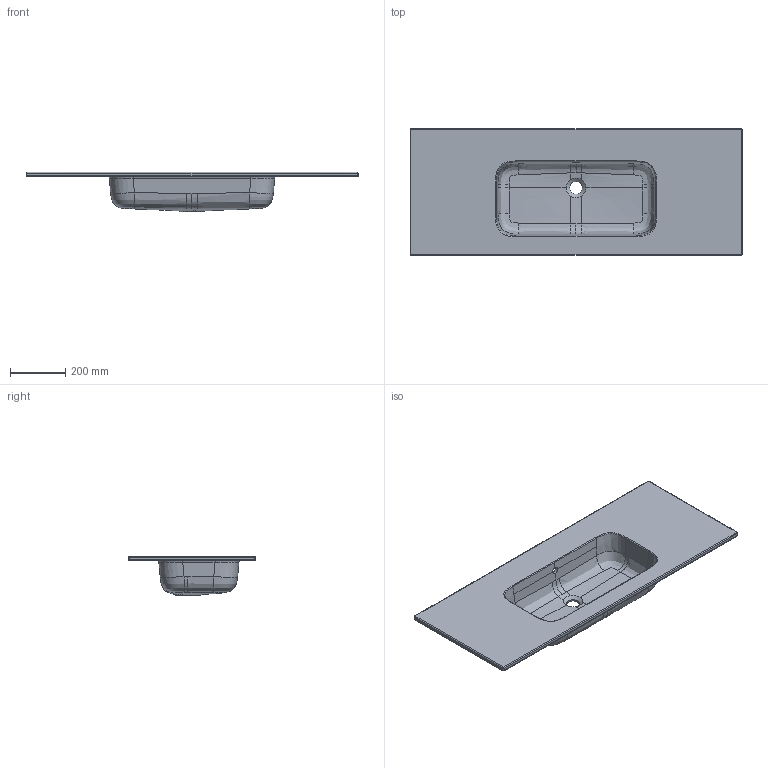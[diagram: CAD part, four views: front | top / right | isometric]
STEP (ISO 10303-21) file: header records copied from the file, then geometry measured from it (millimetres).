
FILE_DESCRIPTION(/* description */ (''),/* implementation_level */ '2;1');
FILE_NAME(/* name */ '6982_3d.stp',/* time_stamp */ '2011-07-28T15:26:28+02:00',/* author */ (''),/* organization */ (''),/* preprocessor_version */ 'ST-DEVELOPER v11',/* originating_system */ 'SIEMENS PLM Software NX 7.5',/* authorisation */ '');
FILE_SCHEMA (('AUTOMOTIVE_DESIGN { 1 0 10303 214 1 1 1 1 }'));
Products named in the file (1): Fabr7C9415dx
Bounding box: 1205 x 460 x 143 mm (x, y, z)
Volume: 8508685.9 mm3; surface area: 1451392.8 mm2
Topology: 1 solids, 1 shells, 127 faces, 305 edges, 178 vertices
Faces by surface type: bspline 69, cylinder 22, plane 22, torus 5, extrusion 4, sphere 4, cone 1
Full cylindrical faces by diameter (mm): 25 x1, 35 x3, 46.029 x1
Entity records: 34981 total; most frequent: CARTESIAN_POINT 32721, ORIENTED_EDGE 586, EDGE_CURVE 293, DIRECTION 274, VERTEX_POINT 178, EDGE_LOOP 141, B_SPLINE_CURVE_WITH_KNOTS 130, ADVANCED_FACE 127
